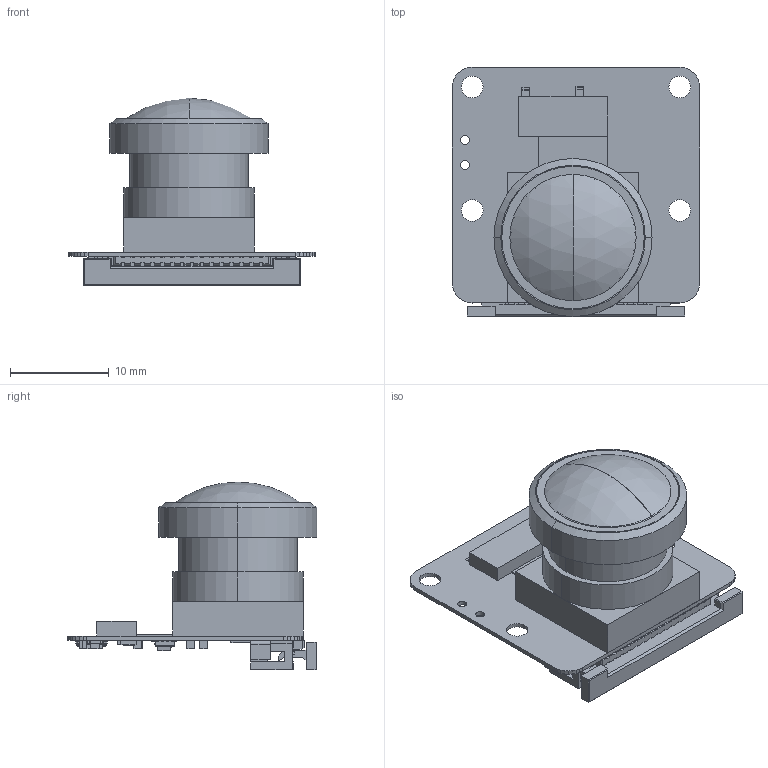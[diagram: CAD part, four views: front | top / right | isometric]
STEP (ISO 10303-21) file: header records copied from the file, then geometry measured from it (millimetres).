
FILE_DESCRIPTION (( 'STEP AP214' ), '1' );
FILE_NAME ('B0287.STEP', '2022-10-09T09:32:27', ( '' ), ( '' ), 'SwSTEP 2.0', 'SolidWorks 2021', '' );
FILE_SCHEMA (( 'AUTOMOTIVE_DESIGN' ));
Length unit declared in the file: millimetre
Products named in the file (1): B0287
Bounding box: 25.02 x 25.28 x 19 mm (x, y, z)
Volume: 2697.1 mm3; surface area: 4020.3 mm2
Topology: 42 solids, 42 shells, 2146 faces, 5741 edges, 3540 vertices
Faces by surface type: plane 1328, cylinder 393, bspline 307, sphere 112, torus 4, cone 2
Entity records: 108730 total; most frequent: CARTESIAN_POINT 33979, ORIENTED_EDGE 11210, DIRECTION 9507, EDGE_CURVE 5605, LINE 4247, VECTOR 4247, VERTEX_POINT 3540, AXIS2_PLACEMENT_3D 2630
